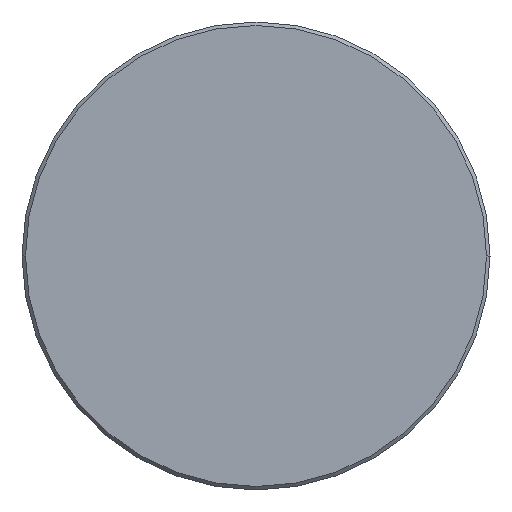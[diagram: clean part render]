
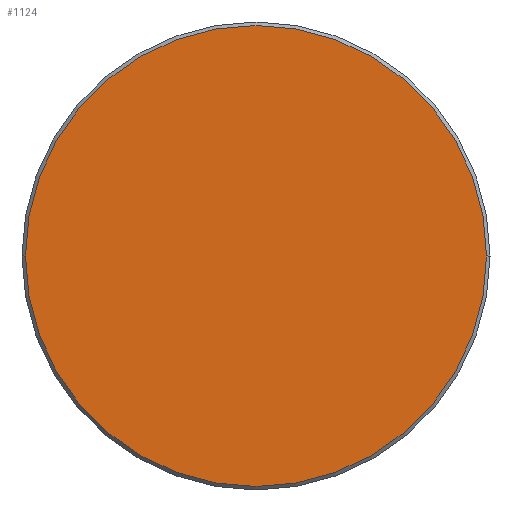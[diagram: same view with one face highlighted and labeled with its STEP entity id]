
A CAD part, left-side view. The second image highlights one B-rep face of the part: STEP entity #1124.
In plain terms, the highlighted planar face has unit normal (-1, 0, 0).
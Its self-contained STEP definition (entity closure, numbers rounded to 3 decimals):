
#82 = AXIS2_PLACEMENT_3D ( 'NONE', #312, #138, #1014 ) ;
#138 = DIRECTION ( 'NONE',  ( -1., 0., 0. ) ) ;
#168 = CARTESIAN_POINT ( 'NONE',  ( -93.6, -19.936, -19.936 ) ) ;
#173 = DIRECTION ( 'NONE',  ( -1., 0., 0. ) ) ;
#219 = AXIS2_PLACEMENT_3D ( 'NONE', #168, #173, #437 ) ;
#234 = EDGE_LOOP ( 'NONE', ( #528, #948 ) ) ;
#237 = CARTESIAN_POINT ( 'NONE',  ( -93.6, 0., 0. ) ) ;
#249 = CARTESIAN_POINT ( 'NONE',  ( -93.6, 19.7, 0. ) ) ;
#271 = FACE_OUTER_BOUND ( 'NONE', #234, .T. ) ;
#312 = CARTESIAN_POINT ( 'NONE',  ( -93.6, 0., 0. ) ) ;
#313 = CIRCLE ( 'NONE', #82, 19.7 ) ;
#347 = PLANE ( 'NONE',  #219 ) ;
#437 = DIRECTION ( 'NONE',  ( 0., 0., 1. ) ) ;
#513 = DIRECTION ( 'NONE',  ( -1., 0., 0. ) ) ;
#528 = ORIENTED_EDGE ( 'NONE', *, *, #811, .T. ) ;
#643 = CIRCLE ( 'NONE', #1047, 19.7 ) ;
#811 = EDGE_CURVE ( 'NONE', #931, #1087, #313, .T. ) ;
#851 = CARTESIAN_POINT ( 'NONE',  ( -93.6, -19.7, 0. ) ) ;
#931 = VERTEX_POINT ( 'NONE', #249 ) ;
#936 = EDGE_CURVE ( 'NONE', #1087, #931, #643, .T. ) ;
#948 = ORIENTED_EDGE ( 'NONE', *, *, #936, .T. ) ;
#1014 = DIRECTION ( 'NONE',  ( 0., 1., 0. ) ) ;
#1047 = AXIS2_PLACEMENT_3D ( 'NONE', #237, #513, #1104 ) ;
#1087 = VERTEX_POINT ( 'NONE', #851 ) ;
#1104 = DIRECTION ( 'NONE',  ( 0., 1., 0. ) ) ;
#1124 = ADVANCED_FACE ( 'NONE', ( #271 ), #347, .T. ) ;
